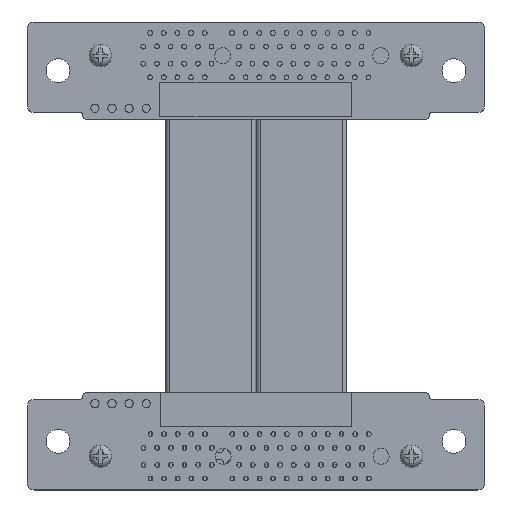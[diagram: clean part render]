
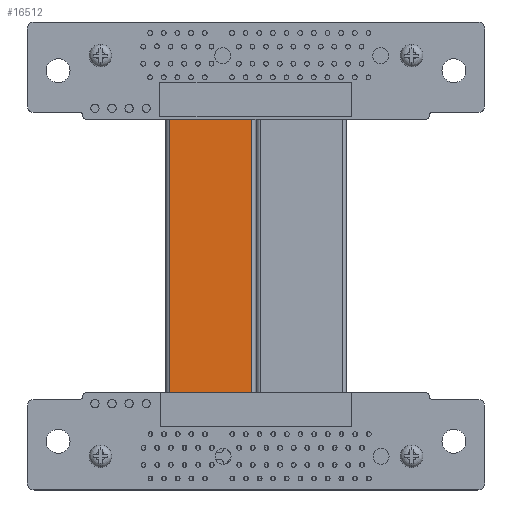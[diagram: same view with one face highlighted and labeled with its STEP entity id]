
A CAD part, top view. The second image highlights one B-rep face of the part: STEP entity #16512.
In plain terms, the highlighted face is planar.
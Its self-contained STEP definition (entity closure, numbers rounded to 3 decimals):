
#16475 = VERTEX_POINT('',#16476);
#16476 = CARTESIAN_POINT('',(12.065,-1.4,-43.));
#16494 = VERTEX_POINT('',#16495);
#16495 = CARTESIAN_POINT('',(12.065,-1.4,0.));
#16502 = EDGE_CURVE('',#16475,#16494,#16503,.T.);
#16503 = LINE('',#16504,#16505);
#16504 = CARTESIAN_POINT('',(12.065,-1.4,-43.));
#16505 = VECTOR('',#16506,1.);
#16506 = DIRECTION('',(0.,0.,1.));
#16512 = ADVANCED_FACE('',(#16513),#16538,.T.);
#16513 = FACE_BOUND('',#16514,.T.);
#16514 = EDGE_LOOP('',(#16515,#16523,#16531,#16537));
#16515 = ORIENTED_EDGE('',*,*,#16516,.F.);
#16516 = EDGE_CURVE('',#16517,#16494,#16519,.T.);
#16517 = VERTEX_POINT('',#16518);
#16518 = CARTESIAN_POINT('',(0.,-1.4,
    0.));
#16519 = LINE('',#16520,#16521);
#16520 = CARTESIAN_POINT('',(6.032,-1.4,0.));
#16521 = VECTOR('',#16522,1.);
#16522 = DIRECTION('',(1.,0.,0.));
#16523 = ORIENTED_EDGE('',*,*,#16524,.F.);
#16524 = EDGE_CURVE('',#16525,#16517,#16527,.T.);
#16525 = VERTEX_POINT('',#16526);
#16526 = CARTESIAN_POINT('',(0.,-1.4,-43.)
  );
#16527 = LINE('',#16528,#16529);
#16528 = CARTESIAN_POINT('',(0.,-1.4,-43.)
  );
#16529 = VECTOR('',#16530,1.);
#16530 = DIRECTION('',(0.,0.,1.));
#16531 = ORIENTED_EDGE('',*,*,#16532,.T.);
#16532 = EDGE_CURVE('',#16525,#16475,#16533,.T.);
#16533 = LINE('',#16534,#16535);
#16534 = CARTESIAN_POINT('',(12.065,-1.4,-43.));
#16535 = VECTOR('',#16536,1.);
#16536 = DIRECTION('',(1.,0.,0.));
#16537 = ORIENTED_EDGE('',*,*,#16502,.T.);
#16538 = PLANE('',#16539);
#16539 = AXIS2_PLACEMENT_3D('',#16540,#16541,#16542);
#16540 = CARTESIAN_POINT('',(6.032,-1.4,-43.));
#16541 = DIRECTION('',(0.,-1.,0.));
#16542 = DIRECTION('',(0.,0.,-1.));
